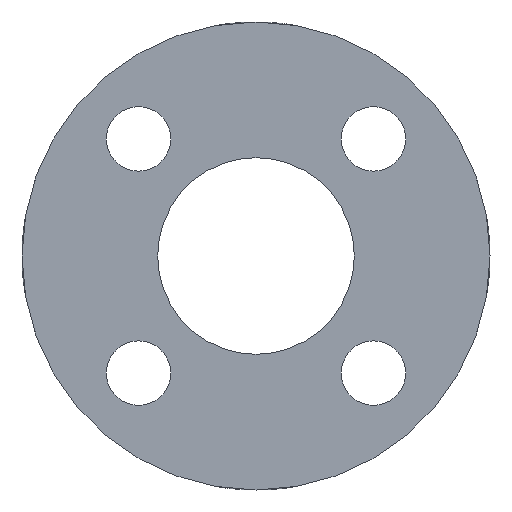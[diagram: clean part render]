
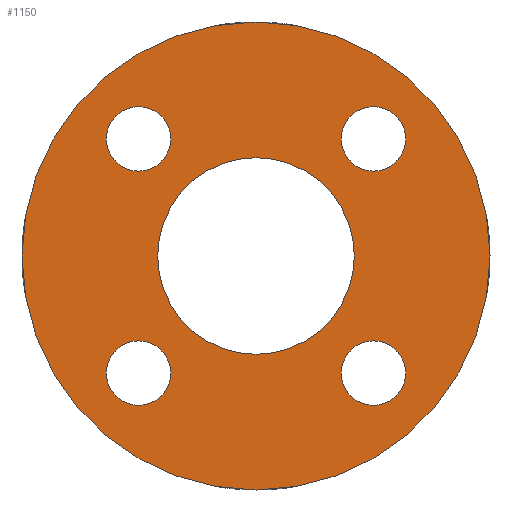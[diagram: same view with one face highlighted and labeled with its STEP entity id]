
A CAD part, front view. The second image highlights one B-rep face of the part: STEP entity #1150.
In plain terms, the highlighted planar face has unit normal (0, -1, 0).
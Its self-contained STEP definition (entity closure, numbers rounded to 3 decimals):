
#174 = VERTEX_POINT ( 'NONE', #1461 ) ;
#178 = VERTEX_POINT ( 'NONE', #1460 ) ;
#183 = VERTEX_POINT ( 'NONE', #1457 ) ;
#189 = VERTEX_POINT ( 'NONE', #240 ) ;
#191 = VERTEX_POINT ( 'NONE', #241 ) ;
#232 = PLANE ( 'NONE',  #1314 ) ;
#235 = CARTESIAN_POINT ( 'NONE',  ( 0., 0., 0. ) ) ;
#240 = CARTESIAN_POINT ( 'NONE',  ( 19.118, 0., 13.816 ) ) ;
#241 = CARTESIAN_POINT ( 'NONE',  ( 19.118, 0., 24.316 ) ) ;
#245 = CARTESIAN_POINT ( 'NONE',  ( -19.118, 0., 19.066 ) ) ;
#249 = DIRECTION ( 'NONE',  ( 0., -1., 0. ) ) ;
#250 = DIRECTION ( 'NONE',  ( 0., 0., -1. ) ) ;
#273 = CARTESIAN_POINT ( 'NONE',  ( 19.118, 0., 19.066 ) ) ;
#274 = DIRECTION ( 'NONE',  ( 0., -1., 0. ) ) ;
#275 = DIRECTION ( 'NONE',  ( 0., 0., -1. ) ) ;
#314 = DIRECTION ( 'NONE',  ( 0., 1., 0. ) ) ;
#315 = DIRECTION ( 'NONE',  ( 0., 0., 1. ) ) ;
#454 = CARTESIAN_POINT ( 'NONE',  ( -19.118, 0., 19.066 ) ) ;
#455 = DIRECTION ( 'NONE',  ( 0., -1., 0. ) ) ;
#456 = DIRECTION ( 'NONE',  ( 0., 0., -1. ) ) ;
#507 = CARTESIAN_POINT ( 'NONE',  ( 0., 0., 0. ) ) ;
#547 = DIRECTION ( 'NONE',  ( 0., 1., 0. ) ) ;
#548 = DIRECTION ( 'NONE',  ( 0., 0., 1. ) ) ;
#549 = CARTESIAN_POINT ( 'NONE',  ( -19.118, 0., -19.066 ) ) ;
#551 = DIRECTION ( 'NONE',  ( 0., -1., 0. ) ) ;
#552 = DIRECTION ( 'NONE',  ( 0., 0., -1. ) ) ;
#553 = CARTESIAN_POINT ( 'NONE',  ( 0., 0., 0. ) ) ;
#642 = CARTESIAN_POINT ( 'NONE',  ( 19.118, 0., 19.066 ) ) ;
#661 = DIRECTION ( 'NONE',  ( 0., -1., 0. ) ) ;
#662 = DIRECTION ( 'NONE',  ( 0., 0., -1. ) ) ;
#663 = CARTESIAN_POINT ( 'NONE',  ( 19.118, 0., -19.066 ) ) ;
#664 = DIRECTION ( 'NONE',  ( 0., -1., 0. ) ) ;
#665 = DIRECTION ( 'NONE',  ( 0., 0., -1. ) ) ;
#668 = CARTESIAN_POINT ( 'NONE',  ( 0., 0., 0. ) ) ;
#687 = DIRECTION ( 'NONE',  ( 0., 1., 0. ) ) ;
#688 = DIRECTION ( 'NONE',  ( 0., 0., 1. ) ) ;
#694 = CARTESIAN_POINT ( 'NONE',  ( 19.118, 0., -19.066 ) ) ;
#697 = DIRECTION ( 'NONE',  ( 0., -1., 0. ) ) ;
#699 = DIRECTION ( 'NONE',  ( 0., 0., -1. ) ) ;
#721 = CARTESIAN_POINT ( 'NONE',  ( 0., 0., -38.1 ) ) ;
#722 = CARTESIAN_POINT ( 'NONE',  ( 0., 0., 38.1 ) ) ;
#767 = ORIENTED_EDGE ( 'NONE', *, *, #1386, .F. ) ;
#772 = EDGE_LOOP ( 'NONE', ( #792, #836 ) ) ;
#775 = ORIENTED_EDGE ( 'NONE', *, *, #1397, .F. ) ;
#777 = EDGE_LOOP ( 'NONE', ( #851, #862 ) ) ;
#779 = EDGE_LOOP ( 'NONE', ( #775, #787 ) ) ;
#782 = ORIENTED_EDGE ( 'NONE', *, *, #1391, .F. ) ;
#786 = ORIENTED_EDGE ( 'NONE', *, *, #1337, .T. ) ;
#787 = ORIENTED_EDGE ( 'NONE', *, *, #1295, .F. ) ;
#792 = ORIENTED_EDGE ( 'NONE', *, *, #1329, .F. ) ;
#825 = EDGE_LOOP ( 'NONE', ( #767, #782 ) ) ;
#827 = EDGE_LOOP ( 'NONE', ( #858, #786 ) ) ;
#834 = ORIENTED_EDGE ( 'NONE', *, *, #1310, .F. ) ;
#836 = ORIENTED_EDGE ( 'NONE', *, *, #1302, .F. ) ;
#851 = ORIENTED_EDGE ( 'NONE', *, *, #1277, .F. ) ;
#858 = ORIENTED_EDGE ( 'NONE', *, *, #1345, .T. ) ;
#860 = EDGE_LOOP ( 'NONE', ( #834, #869 ) ) ;
#862 = ORIENTED_EDGE ( 'NONE', *, *, #1296, .F. ) ;
#869 = ORIENTED_EDGE ( 'NONE', *, *, #1342, .F. ) ;
#974 = FACE_BOUND ( 'NONE', #827, .T. ) ;
#976 = FACE_BOUND ( 'NONE', #860, .T. ) ;
#978 = FACE_BOUND ( 'NONE', #777, .T. ) ;
#1031 = CIRCLE ( 'NONE', #1278, 5.25 ) ;
#1032 = CIRCLE ( 'NONE', #1359, 5.25 ) ;
#1036 = CIRCLE ( 'NONE', #1392, 5.25 ) ;
#1058 = CIRCLE ( 'NONE', #1300, 16. ) ;
#1060 = CIRCLE ( 'NONE', #1412, 5.25 ) ;
#1061 = CIRCLE ( 'NONE', #1309, 16. ) ;
#1065 = CIRCLE ( 'NONE', #1313, 38.1 ) ;
#1073 = CIRCLE ( 'NONE', #1299, 5.25 ) ;
#1075 = CIRCLE ( 'NONE', #1316, 38.1 ) ;
#1077 = CIRCLE ( 'NONE', #1381, 5.25 ) ;
#1079 = CIRCLE ( 'NONE', #1338, 5.25 ) ;
#1087 = CIRCLE ( 'NONE', #1311, 5.25 ) ;
#1099 = FACE_BOUND ( 'NONE', #825, .T. ) ;
#1102 = FACE_BOUND ( 'NONE', #779, .T. ) ;
#1106 = FACE_OUTER_BOUND ( 'NONE', #772, .T. ) ;
#1109 = VERTEX_POINT ( 'NONE', #1472 ) ;
#1115 = VERTEX_POINT ( 'NONE', #1470 ) ;
#1119 = VERTEX_POINT ( 'NONE', #1478 ) ;
#1123 = VERTEX_POINT ( 'NONE', #1482 ) ;
#1127 = VERTEX_POINT ( 'NONE', #1486 ) ;
#1129 = VERTEX_POINT ( 'NONE', #721 ) ;
#1130 = VERTEX_POINT ( 'NONE', #722 ) ;
#1150 = ADVANCED_FACE ( 'NONE', ( #974, #1106, #1102, #1099, #976, #978 ), #232, .F. ) ;
#1162 = DIRECTION ( 'NONE',  ( 0., 1., 0. ) ) ;
#1163 = DIRECTION ( 'NONE',  ( 0., 0., 1. ) ) ;
#1184 = CARTESIAN_POINT ( 'NONE',  ( -19.118, 0., -19.066 ) ) ;
#1185 = DIRECTION ( 'NONE',  ( 0., -1., 0. ) ) ;
#1186 = DIRECTION ( 'NONE',  ( 0., 0., -1. ) ) ;
#1277 = EDGE_CURVE ( 'NONE', #1127, #1123, #1087, .T. ) ;
#1278 = AXIS2_PLACEMENT_3D ( 'NONE', #273, #274, #275 ) ;
#1295 = EDGE_CURVE ( 'NONE', #191, #189, #1079, .T. ) ;
#1296 = EDGE_CURVE ( 'NONE', #1123, #1127, #1077, .T. ) ;
#1299 = AXIS2_PLACEMENT_3D ( 'NONE', #1184, #1185, #1186 ) ;
#1300 = AXIS2_PLACEMENT_3D ( 'NONE', #553, #314, #315 ) ;
#1302 = EDGE_CURVE ( 'NONE', #1130, #1129, #1075, .T. ) ;
#1309 = AXIS2_PLACEMENT_3D ( 'NONE', #507, #547, #548 ) ;
#1310 = EDGE_CURVE ( 'NONE', #1109, #1115, #1073, .T. ) ;
#1311 = AXIS2_PLACEMENT_3D ( 'NONE', #694, #697, #699 ) ;
#1313 = AXIS2_PLACEMENT_3D ( 'NONE', #1423, #1424, #1425 ) ;
#1314 = AXIS2_PLACEMENT_3D ( 'NONE', #235, #687, #688 ) ;
#1316 = AXIS2_PLACEMENT_3D ( 'NONE', #668, #1162, #1163 ) ;
#1329 = EDGE_CURVE ( 'NONE', #1129, #1130, #1065, .T. ) ;
#1337 = EDGE_CURVE ( 'NONE', #183, #174, #1061, .T. ) ;
#1338 = AXIS2_PLACEMENT_3D ( 'NONE', #642, #661, #662 ) ;
#1342 = EDGE_CURVE ( 'NONE', #1115, #1109, #1060, .T. ) ;
#1345 = EDGE_CURVE ( 'NONE', #174, #183, #1058, .T. ) ;
#1359 = AXIS2_PLACEMENT_3D ( 'NONE', #245, #249, #250 ) ;
#1381 = AXIS2_PLACEMENT_3D ( 'NONE', #663, #664, #665 ) ;
#1386 = EDGE_CURVE ( 'NONE', #178, #1119, #1036, .T. ) ;
#1391 = EDGE_CURVE ( 'NONE', #1119, #178, #1032, .T. ) ;
#1392 = AXIS2_PLACEMENT_3D ( 'NONE', #454, #455, #456 ) ;
#1397 = EDGE_CURVE ( 'NONE', #189, #191, #1031, .T. ) ;
#1412 = AXIS2_PLACEMENT_3D ( 'NONE', #549, #551, #552 ) ;
#1423 = CARTESIAN_POINT ( 'NONE',  ( 0., 0., 0. ) ) ;
#1424 = DIRECTION ( 'NONE',  ( 0., 1., 0. ) ) ;
#1425 = DIRECTION ( 'NONE',  ( 0., 0., 1. ) ) ;
#1457 = CARTESIAN_POINT ( 'NONE',  ( 0., 0., 16. ) ) ;
#1460 = CARTESIAN_POINT ( 'NONE',  ( -19.118, 0., 13.816 ) ) ;
#1461 = CARTESIAN_POINT ( 'NONE',  ( 0., 0., -16. ) ) ;
#1470 = CARTESIAN_POINT ( 'NONE',  ( -19.118, 0., -13.816 ) ) ;
#1472 = CARTESIAN_POINT ( 'NONE',  ( -19.118, 0., -24.316 ) ) ;
#1478 = CARTESIAN_POINT ( 'NONE',  ( -19.118, 0., 24.316 ) ) ;
#1482 = CARTESIAN_POINT ( 'NONE',  ( 19.118, 0., -13.816 ) ) ;
#1486 = CARTESIAN_POINT ( 'NONE',  ( 19.118, 0., -24.316 ) ) ;
